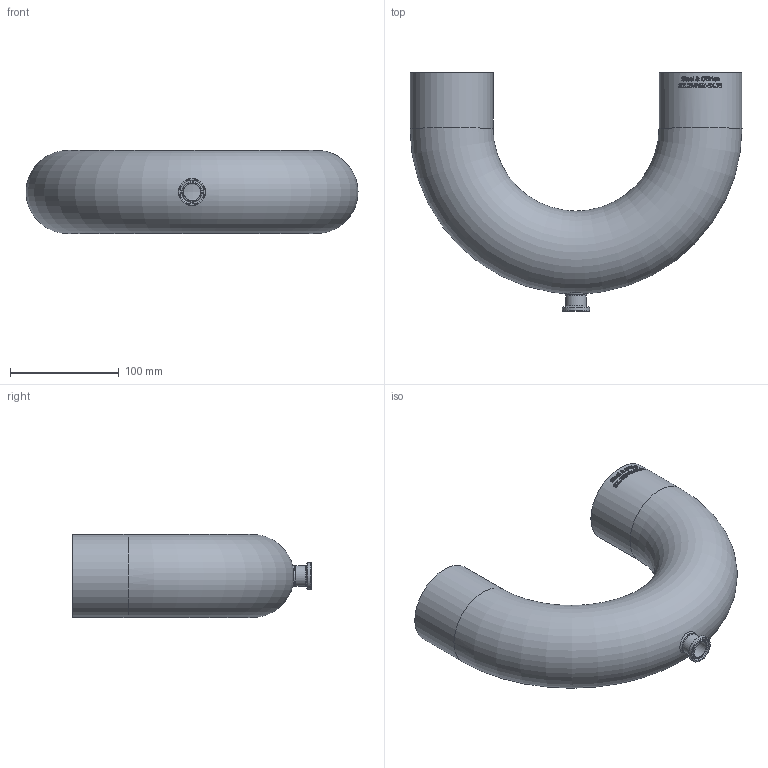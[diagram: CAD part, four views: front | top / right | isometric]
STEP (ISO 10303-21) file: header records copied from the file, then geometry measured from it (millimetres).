
FILE_DESCRIPTION(/* description */ (''),/* implementation_level */ '2;1');
FILE_NAME(/* name */ 'S2UBWWK-3X.75.stp',/* time_stamp */ '2018-11-26T16:19:52-05:00',/* author */ ('rick'),/* organization */ (''),/* preprocessor_version */ 'ST-DEVELOPER v15.2',/* originating_system */ 'Autodesk Inventor 2014',/* authorisation */ '');
FILE_SCHEMA (('AUTOMOTIVE_DESIGN { 1 0 10303 214 3 1 1 }'));
Length unit declared in the file: inch
Products named in the file (1): S2UBWWK-3X.75
Bounding box: 304.8 x 219.06 x 76.2 mm (x, y, z)
Volume: 179887.2 mm3; surface area: 218762.1 mm2
Topology: 2 solids, 2 shells, 448 faces, 1212 edges, 807 vertices
Faces by surface type: bspline 201, plane 192, cylinder 47, torus 6, cone 2
Full cylindrical faces by diameter (mm): 15.748 x2, 19.05 x2, 21.895 x1, 24.994 x1, 72.898 x2, 76.2 x2
Entity records: 17729 total; most frequent: CARTESIAN_POINT 7617, ORIENTED_EDGE 2370, DIRECTION 1544, EDGE_CURVE 1185, VERTEX_POINT 798, LINE 516, VECTOR 516, AXIS2_PLACEMENT_3D 514
